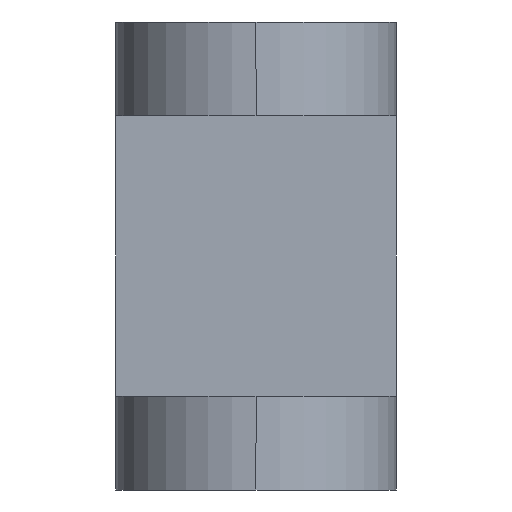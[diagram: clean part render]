
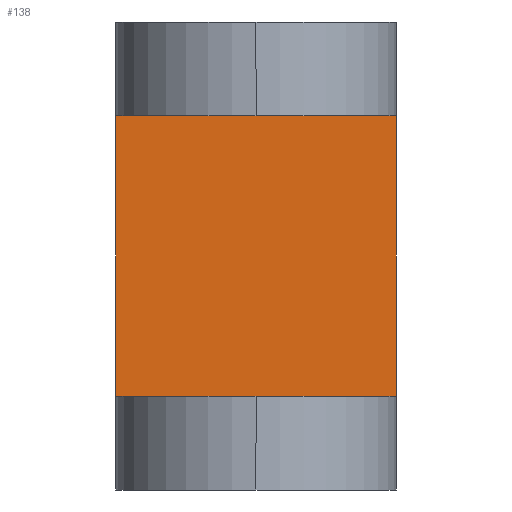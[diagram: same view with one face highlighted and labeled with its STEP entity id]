
A CAD part, left-side view. The second image highlights one B-rep face of the part: STEP entity #138.
In plain terms, the highlighted planar face has unit normal (-1, 0, 0).
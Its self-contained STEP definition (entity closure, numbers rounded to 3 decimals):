
#1 = EDGE_CURVE ( 'NONE', #458, #842, #17, .T. ) ;
#2 = DIRECTION ( 'NONE',  ( 0., 1., 0. ) ) ;
#17 = LINE ( 'NONE', #403, #391 ) ;
#114 = CARTESIAN_POINT ( 'NONE',  ( 25., 0., 20. ) ) ;
#117 = VECTOR ( 'NONE', #427, 1000. ) ;
#138 = ADVANCED_FACE ( 'NONE', ( #264 ), #803, .F. ) ;
#140 = LINE ( 'NONE', #346, #117 ) ;
#152 = EDGE_CURVE ( 'NONE', #458, #636, #287, .T. ) ;
#154 = LINE ( 'NONE', #164, #562 ) ;
#164 = CARTESIAN_POINT ( 'NONE',  ( 25., 15., 20. ) ) ;
#204 = AXIS2_PLACEMENT_3D ( 'NONE', #732, #596, #2 ) ;
#264 = FACE_OUTER_BOUND ( 'NONE', #590, .T. ) ;
#287 = LINE ( 'NONE', #889, #510 ) ;
#346 = CARTESIAN_POINT ( 'NONE',  ( 25., 0., 5. ) ) ;
#366 = ORIENTED_EDGE ( 'NONE', *, *, #1, .T. ) ;
#391 = VECTOR ( 'NONE', #913, 1000. ) ;
#403 = CARTESIAN_POINT ( 'NONE',  ( 25., 0., 20. ) ) ;
#427 = DIRECTION ( 'NONE',  ( 0., 1., 0. ) ) ;
#458 = VERTEX_POINT ( 'NONE', #114 ) ;
#481 = CARTESIAN_POINT ( 'NONE',  ( 25., 15., 20. ) ) ;
#486 = EDGE_CURVE ( 'NONE', #842, #545, #154, .T. ) ;
#510 = VECTOR ( 'NONE', #742, 1000. ) ;
#545 = VERTEX_POINT ( 'NONE', #691 ) ;
#562 = VECTOR ( 'NONE', #633, 1000. ) ;
#582 = ORIENTED_EDGE ( 'NONE', *, *, #152, .F. ) ;
#590 = EDGE_LOOP ( 'NONE', ( #791, #908, #582, #366 ) ) ;
#596 = DIRECTION ( 'NONE',  ( 1., 0., 0. ) ) ;
#633 = DIRECTION ( 'NONE',  ( 0., 0., -1. ) ) ;
#636 = VERTEX_POINT ( 'NONE', #678 ) ;
#678 = CARTESIAN_POINT ( 'NONE',  ( 25., 0., 5. ) ) ;
#691 = CARTESIAN_POINT ( 'NONE',  ( 25., 15., 5. ) ) ;
#732 = CARTESIAN_POINT ( 'NONE',  ( 25., 0., 20. ) ) ;
#742 = DIRECTION ( 'NONE',  ( 0., 0., -1. ) ) ;
#791 = ORIENTED_EDGE ( 'NONE', *, *, #486, .T. ) ;
#803 = PLANE ( 'NONE',  #204 ) ;
#842 = VERTEX_POINT ( 'NONE', #481 ) ;
#860 = EDGE_CURVE ( 'NONE', #636, #545, #140, .T. ) ;
#889 = CARTESIAN_POINT ( 'NONE',  ( 25., 0., 20. ) ) ;
#908 = ORIENTED_EDGE ( 'NONE', *, *, #860, .F. ) ;
#913 = DIRECTION ( 'NONE',  ( 0., 1., 0. ) ) ;
